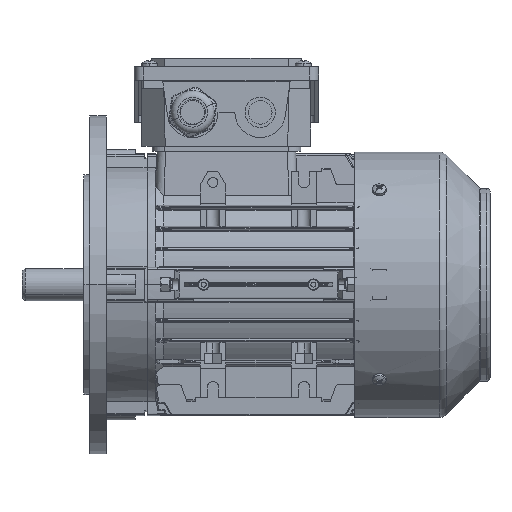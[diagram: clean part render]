
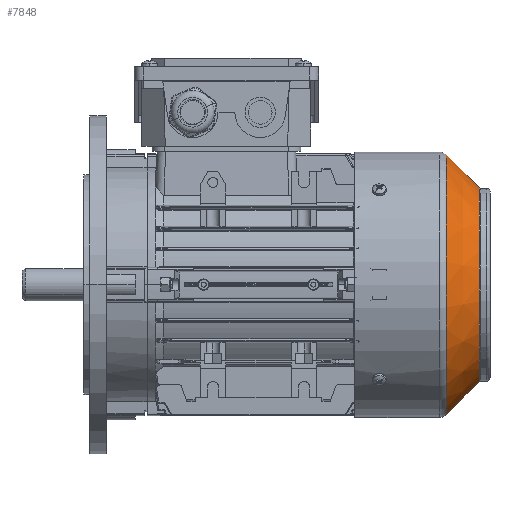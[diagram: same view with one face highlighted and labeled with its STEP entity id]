
A CAD part, top view. The second image highlights one B-rep face of the part: STEP entity #7848.
In plain terms, the highlighted conical face has half-angle 45 degrees and reference radius 76.793 mm.
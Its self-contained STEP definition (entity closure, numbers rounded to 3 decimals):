
#7847 = EDGE_CURVE ( 'NONE', #38401, #38399, #103482, .T. ) ;
#7848 = ADVANCED_FACE ( 'NONE', ( #103477 ), #103476, .T. ) ;
#7849 = EDGE_LOOP ( 'NONE', ( #7850, #7907, #7908, #7909 ) ) ;
#7850 = ORIENTED_EDGE ( 'NONE', *, *, #38440, .F. ) ;
#7907 = ORIENTED_EDGE ( 'NONE', *, *, #38425, .F. ) ;
#7908 = ORIENTED_EDGE ( 'NONE', *, *, #38510, .T. ) ;
#7909 = ORIENTED_EDGE ( 'NONE', *, *, #7847, .T. ) ;
#38347 = VERTEX_POINT ( 'NONE', #79588 ) ;
#38399 = VERTEX_POINT ( 'NONE', #79631 ) ;
#38401 = VERTEX_POINT ( 'NONE', #79630 ) ;
#38425 = EDGE_CURVE ( 'NONE', #38347, #38426, #79672, .T. ) ;
#38426 = VERTEX_POINT ( 'NONE', #79663 ) ;
#38440 = EDGE_CURVE ( 'NONE', #38426, #38399, #79711, .T. ) ;
#38510 = EDGE_CURVE ( 'NONE', #38347, #38401, #79841, .T. ) ;
#79588 = CARTESIAN_POINT ( 'NONE',  ( 6.293, 0., -57.293 ) ) ;
#79630 = CARTESIAN_POINT ( 'NONE',  ( 25.793, 0., -76.793 ) ) ;
#79631 = CARTESIAN_POINT ( 'NONE',  ( 25.793, 0., 76.793 ) ) ;
#79663 = CARTESIAN_POINT ( 'NONE',  ( 6.293, 0., 57.293 ) ) ;
#79664 = DIRECTION ( 'NONE',  ( 0., 0., 1. ) ) ;
#79665 = DIRECTION ( 'NONE',  ( -1., 0., 0. ) ) ;
#79666 = CARTESIAN_POINT ( 'NONE',  ( 6.293, 0., 0. ) ) ;
#79667 = AXIS2_PLACEMENT_3D ( 'NONE', #79666, #79665, #79664 ) ;
#79672 = CIRCLE ( 'NONE', #79667, 57.293 ) ;
#79708 = DIRECTION ( 'NONE',  ( 0.707, 0., 0.707 ) ) ;
#79709 = VECTOR ( 'NONE', #79708, 1000. ) ;
#79710 = CARTESIAN_POINT ( 'NONE',  ( 25.793, 0., 76.793 ) ) ;
#79711 = LINE ( 'NONE', #79710, #79709 ) ;
#79834 = DIRECTION ( 'NONE',  ( 0.707, 0., -0.707 ) ) ;
#79835 = VECTOR ( 'NONE', #79834, 1000. ) ;
#79836 = CARTESIAN_POINT ( 'NONE',  ( 25.793, 0., -76.793 ) ) ;
#79841 = LINE ( 'NONE', #79836, #79835 ) ;
#103471 = DIRECTION ( 'NONE',  ( 0., 0., -1. ) ) ;
#103472 = DIRECTION ( 'NONE',  ( 1., 0., 0. ) ) ;
#103473 = CARTESIAN_POINT ( 'NONE',  ( 25.793, 0., 0. ) ) ;
#103474 = AXIS2_PLACEMENT_3D ( 'NONE', #103473, #103472, #103471 ) ;
#103476 = CONICAL_SURFACE ( 'NONE', #103474, 76.793, 0.785 ) ;
#103477 = FACE_OUTER_BOUND ( 'NONE', #7849, .T. ) ;
#103478 = DIRECTION ( 'NONE',  ( 0., 0., 1. ) ) ;
#103479 = DIRECTION ( 'NONE',  ( -1., 0., 0. ) ) ;
#103480 = CARTESIAN_POINT ( 'NONE',  ( 25.793, 0., 0. ) ) ;
#103481 = AXIS2_PLACEMENT_3D ( 'NONE', #103480, #103479, #103478 ) ;
#103482 = CIRCLE ( 'NONE', #103481, 76.793 ) ;
